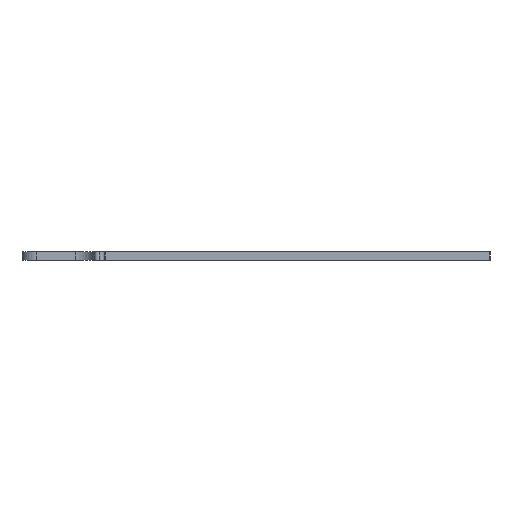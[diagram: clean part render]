
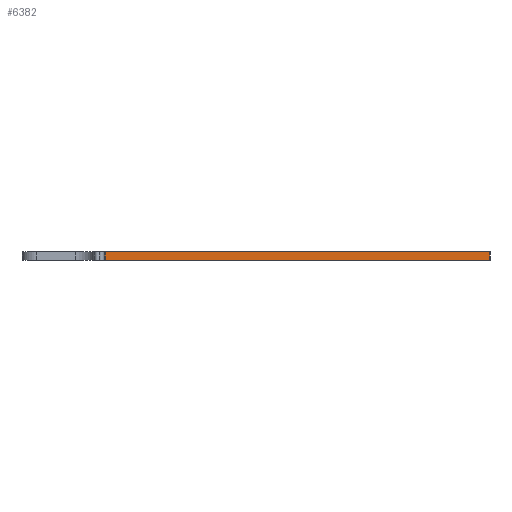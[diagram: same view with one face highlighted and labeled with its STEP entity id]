
A CAD part, left-side view. The second image highlights one B-rep face of the part: STEP entity #6382.
In plain terms, the highlighted planar face has unit normal (-1, 0, 0).
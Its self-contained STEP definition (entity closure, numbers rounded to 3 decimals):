
#84 = PLANE('',#85);
#85 = AXIS2_PLACEMENT_3D('',#86,#87,#88);
#86 = CARTESIAN_POINT('',(213.151,-132.332,1.6));
#87 = DIRECTION('',(-0.,-0.,-1.));
#88 = DIRECTION('',(-1.,0.,0.));
#143 = PLANE('',#144);
#144 = AXIS2_PLACEMENT_3D('',#145,#146,#147);
#145 = CARTESIAN_POINT('',(213.151,-132.332,0.));
#146 = DIRECTION('',(-0.,-0.,-1.));
#147 = DIRECTION('',(-1.,0.,0.));
#599 = VERTEX_POINT('',#600);
#600 = CARTESIAN_POINT('',(70.,-170.5,0.));
#614 = PLANE('',#615);
#615 = AXIS2_PLACEMENT_3D('',#616,#617,#618);
#616 = CARTESIAN_POINT('',(70.,-170.5,0.));
#617 = DIRECTION('',(0.,1.,0.));
#618 = DIRECTION('',(1.,0.,0.));
#626 = EDGE_CURVE('',#627,#599,#629,.T.);
#627 = VERTEX_POINT('',#628);
#628 = CARTESIAN_POINT('',(70.,-99.,0.));
#629 = SURFACE_CURVE('',#630,(#634,#641),.PCURVE_S1.);
#630 = LINE('',#631,#632);
#631 = CARTESIAN_POINT('',(70.,-99.,0.));
#632 = VECTOR('',#633,1.);
#633 = DIRECTION('',(0.,-1.,0.));
#634 = PCURVE('',#143,#635);
#635 = DEFINITIONAL_REPRESENTATION('',(#636),#640);
#636 = LINE('',#637,#638);
#637 = CARTESIAN_POINT('',(143.151,33.332));
#638 = VECTOR('',#639,1.);
#639 = DIRECTION('',(0.,-1.));
#640 = ( GEOMETRIC_REPRESENTATION_CONTEXT(2) 
PARAMETRIC_REPRESENTATION_CONTEXT() REPRESENTATION_CONTEXT('2D SPACE',''
  ) );
#641 = PCURVE('',#642,#647);
#642 = PLANE('',#643);
#643 = AXIS2_PLACEMENT_3D('',#644,#645,#646);
#644 = CARTESIAN_POINT('',(70.,-99.,0.));
#645 = DIRECTION('',(1.,0.,-0.));
#646 = DIRECTION('',(0.,-1.,0.));
#647 = DEFINITIONAL_REPRESENTATION('',(#648),#652);
#648 = LINE('',#649,#650);
#649 = CARTESIAN_POINT('',(0.,0.));
#650 = VECTOR('',#651,1.);
#651 = DIRECTION('',(1.,0.));
#652 = ( GEOMETRIC_REPRESENTATION_CONTEXT(2) 
PARAMETRIC_REPRESENTATION_CONTEXT() REPRESENTATION_CONTEXT('2D SPACE',''
  ) );
#670 = PLANE('',#671);
#671 = AXIS2_PLACEMENT_3D('',#672,#673,#674);
#672 = CARTESIAN_POINT('',(271.95,-99.,0.));
#673 = DIRECTION('',(0.,-1.,0.));
#674 = DIRECTION('',(-1.,0.,0.));
#3766 = VERTEX_POINT('',#3767);
#3767 = CARTESIAN_POINT('',(70.,-170.5,1.6));
#3788 = EDGE_CURVE('',#3789,#3766,#3791,.T.);
#3789 = VERTEX_POINT('',#3790);
#3790 = CARTESIAN_POINT('',(70.,-99.,1.6));
#3791 = SURFACE_CURVE('',#3792,(#3796,#3803),.PCURVE_S1.);
#3792 = LINE('',#3793,#3794);
#3793 = CARTESIAN_POINT('',(70.,-99.,1.6));
#3794 = VECTOR('',#3795,1.);
#3795 = DIRECTION('',(0.,-1.,0.));
#3796 = PCURVE('',#84,#3797);
#3797 = DEFINITIONAL_REPRESENTATION('',(#3798),#3802);
#3798 = LINE('',#3799,#3800);
#3799 = CARTESIAN_POINT('',(143.151,33.332));
#3800 = VECTOR('',#3801,1.);
#3801 = DIRECTION('',(0.,-1.));
#3802 = ( GEOMETRIC_REPRESENTATION_CONTEXT(2) 
PARAMETRIC_REPRESENTATION_CONTEXT() REPRESENTATION_CONTEXT('2D SPACE',''
  ) );
#3803 = PCURVE('',#642,#3804);
#3804 = DEFINITIONAL_REPRESENTATION('',(#3805),#3809);
#3805 = LINE('',#3806,#3807);
#3806 = CARTESIAN_POINT('',(0.,-1.6));
#3807 = VECTOR('',#3808,1.);
#3808 = DIRECTION('',(1.,0.));
#3809 = ( GEOMETRIC_REPRESENTATION_CONTEXT(2) 
PARAMETRIC_REPRESENTATION_CONTEXT() REPRESENTATION_CONTEXT('2D SPACE',''
  ) );
#6334 = EDGE_CURVE('',#627,#3789,#6335,.T.);
#6335 = SURFACE_CURVE('',#6336,(#6340,#6347),.PCURVE_S1.);
#6336 = LINE('',#6337,#6338);
#6337 = CARTESIAN_POINT('',(70.,-99.,0.));
#6338 = VECTOR('',#6339,1.);
#6339 = DIRECTION('',(0.,0.,1.));
#6340 = PCURVE('',#670,#6341);
#6341 = DEFINITIONAL_REPRESENTATION('',(#6342),#6346);
#6342 = LINE('',#6343,#6344);
#6343 = CARTESIAN_POINT('',(201.95,0.));
#6344 = VECTOR('',#6345,1.);
#6345 = DIRECTION('',(0.,-1.));
#6346 = ( GEOMETRIC_REPRESENTATION_CONTEXT(2) 
PARAMETRIC_REPRESENTATION_CONTEXT() REPRESENTATION_CONTEXT('2D SPACE',''
  ) );
#6347 = PCURVE('',#642,#6348);
#6348 = DEFINITIONAL_REPRESENTATION('',(#6349),#6353);
#6349 = LINE('',#6350,#6351);
#6350 = CARTESIAN_POINT('',(0.,0.));
#6351 = VECTOR('',#6352,1.);
#6352 = DIRECTION('',(0.,-1.));
#6353 = ( GEOMETRIC_REPRESENTATION_CONTEXT(2) 
PARAMETRIC_REPRESENTATION_CONTEXT() REPRESENTATION_CONTEXT('2D SPACE',''
  ) );
#6382 = ADVANCED_FACE('',(#6383),#642,.F.);
#6383 = FACE_BOUND('',#6384,.F.);
#6384 = EDGE_LOOP('',(#6385,#6386,#6387,#6408));
#6385 = ORIENTED_EDGE('',*,*,#6334,.T.);
#6386 = ORIENTED_EDGE('',*,*,#3788,.T.);
#6387 = ORIENTED_EDGE('',*,*,#6388,.F.);
#6388 = EDGE_CURVE('',#599,#3766,#6389,.T.);
#6389 = SURFACE_CURVE('',#6390,(#6394,#6401),.PCURVE_S1.);
#6390 = LINE('',#6391,#6392);
#6391 = CARTESIAN_POINT('',(70.,-170.5,0.));
#6392 = VECTOR('',#6393,1.);
#6393 = DIRECTION('',(0.,0.,1.));
#6394 = PCURVE('',#642,#6395);
#6395 = DEFINITIONAL_REPRESENTATION('',(#6396),#6400);
#6396 = LINE('',#6397,#6398);
#6397 = CARTESIAN_POINT('',(71.5,0.));
#6398 = VECTOR('',#6399,1.);
#6399 = DIRECTION('',(0.,-1.));
#6400 = ( GEOMETRIC_REPRESENTATION_CONTEXT(2) 
PARAMETRIC_REPRESENTATION_CONTEXT() REPRESENTATION_CONTEXT('2D SPACE',''
  ) );
#6401 = PCURVE('',#614,#6402);
#6402 = DEFINITIONAL_REPRESENTATION('',(#6403),#6407);
#6403 = LINE('',#6404,#6405);
#6404 = CARTESIAN_POINT('',(0.,0.));
#6405 = VECTOR('',#6406,1.);
#6406 = DIRECTION('',(0.,-1.));
#6407 = ( GEOMETRIC_REPRESENTATION_CONTEXT(2) 
PARAMETRIC_REPRESENTATION_CONTEXT() REPRESENTATION_CONTEXT('2D SPACE',''
  ) );
#6408 = ORIENTED_EDGE('',*,*,#626,.F.);
